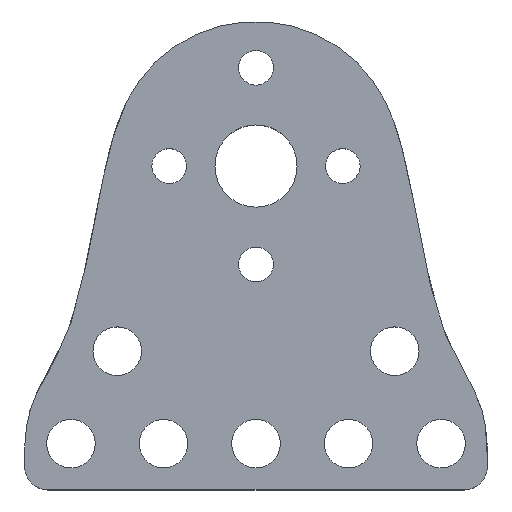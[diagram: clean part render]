
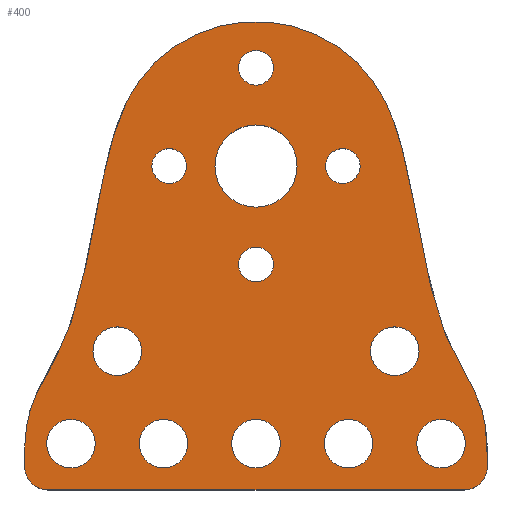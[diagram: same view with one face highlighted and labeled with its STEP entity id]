
A CAD part, top view. The second image highlights one B-rep face of the part: STEP entity #400.
In plain terms, the highlighted planar face has unit normal (0, 0, 1).
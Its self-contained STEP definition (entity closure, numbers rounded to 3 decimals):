
#30=FACE_BOUND('',#125,.T.);
#31=FACE_BOUND('',#126,.T.);
#32=FACE_BOUND('',#127,.T.);
#33=FACE_BOUND('',#128,.T.);
#34=FACE_BOUND('',#129,.T.);
#35=FACE_BOUND('',#130,.T.);
#36=FACE_BOUND('',#131,.T.);
#37=FACE_BOUND('',#132,.T.);
#38=FACE_BOUND('',#133,.T.);
#39=FACE_BOUND('',#134,.T.);
#40=FACE_BOUND('',#135,.T.);
#41=FACE_BOUND('',#136,.T.);
#66=CIRCLE('',#442,2.);
#67=CIRCLE('',#443,2.);
#68=CIRCLE('',#444,12.5);
#69=CIRCLE('',#445,2.1);
#70=CIRCLE('',#446,2.1);
#71=CIRCLE('',#447,2.1);
#72=CIRCLE('',#448,2.1);
#73=CIRCLE('',#449,2.1);
#74=CIRCLE('',#450,2.1);
#75=CIRCLE('',#451,2.1);
#76=CIRCLE('',#452,3.55);
#77=CIRCLE('',#453,1.5);
#78=CIRCLE('',#454,1.5);
#79=CIRCLE('',#455,1.5);
#80=CIRCLE('',#456,1.5);
#96=PLANE('',#441);
#102=FACE_OUTER_BOUND('',#124,.T.);
#124=EDGE_LOOP('',(#305,#306,#307,#308,#309,#310,#311,#312));
#125=EDGE_LOOP('',(#313));
#126=EDGE_LOOP('',(#314));
#127=EDGE_LOOP('',(#315));
#128=EDGE_LOOP('',(#316));
#129=EDGE_LOOP('',(#317));
#130=EDGE_LOOP('',(#318));
#131=EDGE_LOOP('',(#319));
#132=EDGE_LOOP('',(#320));
#133=EDGE_LOOP('',(#321));
#134=EDGE_LOOP('',(#322));
#135=EDGE_LOOP('',(#323));
#136=EDGE_LOOP('',(#324));
#183=LINE('',#640,#197);
#184=LINE('',#644,#198);
#185=LINE('',#648,#199);
#197=VECTOR('',#497,10.);
#198=VECTOR('',#500,10.);
#199=VECTOR('',#503,10.);
#209=B_SPLINE_CURVE_WITH_KNOTS('',4,(#622,#623,#624,#625,#626,#627),
 .UNSPECIFIED.,.F.,.F.,(5,1,5),(0.,0.567,0.962),
 .UNSPECIFIED.);
#211=B_SPLINE_CURVE_WITH_KNOTS('',4,(#650,#651,#652,#653,#654,#655),
 .UNSPECIFIED.,.F.,.F.,(5,1,5),(-0.962,-0.567,0.),
 .UNSPECIFIED.);
#213=VERTEX_POINT('',#620);
#214=VERTEX_POINT('',#621);
#217=VERTEX_POINT('',#639);
#218=VERTEX_POINT('',#641);
#219=VERTEX_POINT('',#643);
#220=VERTEX_POINT('',#645);
#221=VERTEX_POINT('',#647);
#222=VERTEX_POINT('',#649);
#223=VERTEX_POINT('',#657);
#224=VERTEX_POINT('',#659);
#225=VERTEX_POINT('',#661);
#226=VERTEX_POINT('',#663);
#227=VERTEX_POINT('',#665);
#228=VERTEX_POINT('',#667);
#229=VERTEX_POINT('',#669);
#230=VERTEX_POINT('',#671);
#231=VERTEX_POINT('',#673);
#232=VERTEX_POINT('',#675);
#233=VERTEX_POINT('',#677);
#234=VERTEX_POINT('',#679);
#253=EDGE_CURVE('',#213,#214,#209,.T.);
#257=EDGE_CURVE('',#214,#217,#183,.T.);
#258=EDGE_CURVE('',#218,#217,#66,.T.);
#259=EDGE_CURVE('',#218,#219,#184,.T.);
#260=EDGE_CURVE('',#220,#219,#67,.T.);
#261=EDGE_CURVE('',#220,#221,#185,.T.);
#262=EDGE_CURVE('',#221,#222,#211,.T.);
#263=EDGE_CURVE('',#222,#213,#68,.T.);
#264=EDGE_CURVE('',#223,#223,#69,.T.);
#265=EDGE_CURVE('',#224,#224,#70,.T.);
#266=EDGE_CURVE('',#225,#225,#71,.T.);
#267=EDGE_CURVE('',#226,#226,#72,.T.);
#268=EDGE_CURVE('',#227,#227,#73,.T.);
#269=EDGE_CURVE('',#228,#228,#74,.T.);
#270=EDGE_CURVE('',#229,#229,#75,.T.);
#271=EDGE_CURVE('',#230,#230,#76,.T.);
#272=EDGE_CURVE('',#231,#231,#77,.T.);
#273=EDGE_CURVE('',#232,#232,#78,.T.);
#274=EDGE_CURVE('',#233,#233,#79,.T.);
#275=EDGE_CURVE('',#234,#234,#80,.T.);
#305=ORIENTED_EDGE('',*,*,#253,.T.);
#306=ORIENTED_EDGE('',*,*,#257,.T.);
#307=ORIENTED_EDGE('',*,*,#258,.F.);
#308=ORIENTED_EDGE('',*,*,#259,.T.);
#309=ORIENTED_EDGE('',*,*,#260,.F.);
#310=ORIENTED_EDGE('',*,*,#261,.T.);
#311=ORIENTED_EDGE('',*,*,#262,.T.);
#312=ORIENTED_EDGE('',*,*,#263,.T.);
#313=ORIENTED_EDGE('',*,*,#264,.T.);
#314=ORIENTED_EDGE('',*,*,#265,.T.);
#315=ORIENTED_EDGE('',*,*,#266,.T.);
#316=ORIENTED_EDGE('',*,*,#267,.T.);
#317=ORIENTED_EDGE('',*,*,#268,.T.);
#318=ORIENTED_EDGE('',*,*,#269,.T.);
#319=ORIENTED_EDGE('',*,*,#270,.T.);
#320=ORIENTED_EDGE('',*,*,#271,.T.);
#321=ORIENTED_EDGE('',*,*,#272,.T.);
#322=ORIENTED_EDGE('',*,*,#273,.T.);
#323=ORIENTED_EDGE('',*,*,#274,.T.);
#324=ORIENTED_EDGE('',*,*,#275,.T.);
#400=ADVANCED_FACE('',(#102,#30,#31,#32,#33,#34,#35,#36,#37,#38,#39,#40,
#41),#96,.T.);
#441=AXIS2_PLACEMENT_3D('',#638,#495,#496);
#442=AXIS2_PLACEMENT_3D('',#642,#498,#499);
#443=AXIS2_PLACEMENT_3D('',#646,#501,#502);
#444=AXIS2_PLACEMENT_3D('',#656,#504,#505);
#445=AXIS2_PLACEMENT_3D('',#658,#506,#507);
#446=AXIS2_PLACEMENT_3D('',#660,#508,#509);
#447=AXIS2_PLACEMENT_3D('',#662,#510,#511);
#448=AXIS2_PLACEMENT_3D('',#664,#512,#513);
#449=AXIS2_PLACEMENT_3D('',#666,#514,#515);
#450=AXIS2_PLACEMENT_3D('',#668,#516,#517);
#451=AXIS2_PLACEMENT_3D('',#670,#518,#519);
#452=AXIS2_PLACEMENT_3D('',#672,#520,#521);
#453=AXIS2_PLACEMENT_3D('',#674,#522,#523);
#454=AXIS2_PLACEMENT_3D('',#676,#524,#525);
#455=AXIS2_PLACEMENT_3D('',#678,#526,#527);
#456=AXIS2_PLACEMENT_3D('',#680,#528,#529);
#495=DIRECTION('center_axis',(0.,0.,1.));
#496=DIRECTION('ref_axis',(1.,0.,0.));
#497=DIRECTION('',(0.,-1.,0.));
#498=DIRECTION('center_axis',(0.,0.,-1.));
#499=DIRECTION('ref_axis',(-0.707,-0.707,0.));
#500=DIRECTION('',(1.,0.,0.));
#501=DIRECTION('center_axis',(0.,0.,-1.));
#502=DIRECTION('ref_axis',(0.707,-0.707,0.));
#503=DIRECTION('',(0.,1.,0.));
#504=DIRECTION('center_axis',(0.,0.,1.));
#505=DIRECTION('ref_axis',(1.,0.,0.));
#506=DIRECTION('center_axis',(0.,0.,-1.));
#507=DIRECTION('ref_axis',(-1.,0.,0.));
#508=DIRECTION('center_axis',(0.,0.,-1.));
#509=DIRECTION('ref_axis',(-1.,0.,0.));
#510=DIRECTION('center_axis',(0.,0.,-1.));
#511=DIRECTION('ref_axis',(-1.,0.,0.));
#512=DIRECTION('center_axis',(0.,0.,-1.));
#513=DIRECTION('ref_axis',(-1.,0.,0.));
#514=DIRECTION('center_axis',(0.,0.,-1.));
#515=DIRECTION('ref_axis',(-1.,0.,0.));
#516=DIRECTION('center_axis',(0.,0.,-1.));
#517=DIRECTION('ref_axis',(-1.,0.,0.));
#518=DIRECTION('center_axis',(0.,0.,-1.));
#519=DIRECTION('ref_axis',(-1.,0.,0.));
#520=DIRECTION('center_axis',(0.,0.,-1.));
#521=DIRECTION('ref_axis',(-1.,0.,0.));
#522=DIRECTION('center_axis',(0.,0.,-1.));
#523=DIRECTION('ref_axis',(-1.,0.,0.));
#524=DIRECTION('center_axis',(0.,0.,-1.));
#525=DIRECTION('ref_axis',(-1.,0.,0.));
#526=DIRECTION('center_axis',(0.,0.,-1.));
#527=DIRECTION('ref_axis',(-1.,0.,0.));
#528=DIRECTION('center_axis',(0.,0.,-1.));
#529=DIRECTION('ref_axis',(-1.,0.,0.));
#620=CARTESIAN_POINT('',(8.826,33.603,0.));
#621=CARTESIAN_POINT('',(0.,2.803,0.));
#622=CARTESIAN_POINT('Ctrl Pts',(8.826,33.603,0.));
#623=CARTESIAN_POINT('Ctrl Pts',(5.994,27.954,0.));
#624=CARTESIAN_POINT('Ctrl Pts',(5.848,10.866,0.));
#625=CARTESIAN_POINT('Ctrl Pts',(0.286,10.392,0.));
#626=CARTESIAN_POINT('Ctrl Pts',(0.008,4.937,0.));
#627=CARTESIAN_POINT('Ctrl Pts',(0.,2.803,
0.));
#638=CARTESIAN_POINT('Origin',(20.,13.988,0.));
#639=CARTESIAN_POINT('',(0.,2.,0.));
#640=CARTESIAN_POINT('',(0.,16.,0.));
#641=CARTESIAN_POINT('',(2.,0.,0.));
#642=CARTESIAN_POINT('Origin',(2.,2.,0.));
#643=CARTESIAN_POINT('',(38.,0.,0.));
#644=CARTESIAN_POINT('',(0.,0.,0.));
#645=CARTESIAN_POINT('',(40.,2.,0.));
#646=CARTESIAN_POINT('Origin',(38.,2.,0.));
#647=CARTESIAN_POINT('',(40.,2.803,0.));
#648=CARTESIAN_POINT('',(40.,0.,0.));
#649=CARTESIAN_POINT('',(31.174,33.603,0.));
#650=CARTESIAN_POINT('Ctrl Pts',(40.,2.803,0.));
#651=CARTESIAN_POINT('Ctrl Pts',(39.992,4.937,0.));
#652=CARTESIAN_POINT('Ctrl Pts',(39.714,10.392,0.));
#653=CARTESIAN_POINT('Ctrl Pts',(34.152,10.866,0.));
#654=CARTESIAN_POINT('Ctrl Pts',(34.006,27.954,0.));
#655=CARTESIAN_POINT('Ctrl Pts',(31.174,33.603,0.));
#656=CARTESIAN_POINT('Origin',(20.,28.,0.));
#657=CARTESIAN_POINT('',(6.1,4.,0.));
#658=CARTESIAN_POINT('Origin',(4.,4.,0.));
#659=CARTESIAN_POINT('',(14.1,4.,0.));
#660=CARTESIAN_POINT('Origin',(12.,4.,0.));
#661=CARTESIAN_POINT('',(22.1,4.,0.));
#662=CARTESIAN_POINT('Origin',(20.,4.,0.));
#663=CARTESIAN_POINT('',(30.1,4.,0.));
#664=CARTESIAN_POINT('Origin',(28.,4.,0.));
#665=CARTESIAN_POINT('',(38.1,4.,0.));
#666=CARTESIAN_POINT('Origin',(36.,4.,0.));
#667=CARTESIAN_POINT('',(10.1,12.,0.));
#668=CARTESIAN_POINT('Origin',(8.,12.,0.));
#669=CARTESIAN_POINT('',(34.1,12.,0.));
#670=CARTESIAN_POINT('Origin',(32.,12.,0.));
#671=CARTESIAN_POINT('',(23.55,28.,0.));
#672=CARTESIAN_POINT('Origin',(20.,28.,0.));
#673=CARTESIAN_POINT('',(21.5,36.5,0.));
#674=CARTESIAN_POINT('Origin',(20.,36.5,0.));
#675=CARTESIAN_POINT('',(14.,28.,0.));
#676=CARTESIAN_POINT('Origin',(12.5,28.,0.));
#677=CARTESIAN_POINT('',(29.,28.,0.));
#678=CARTESIAN_POINT('Origin',(27.5,28.,0.));
#679=CARTESIAN_POINT('',(21.5,19.5,0.));
#680=CARTESIAN_POINT('Origin',(20.,19.5,0.));
